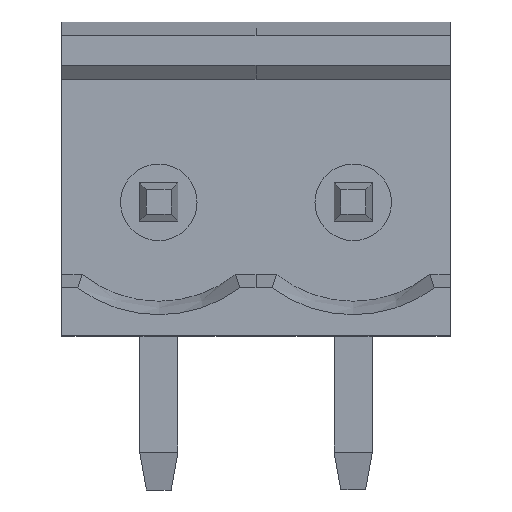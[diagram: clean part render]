
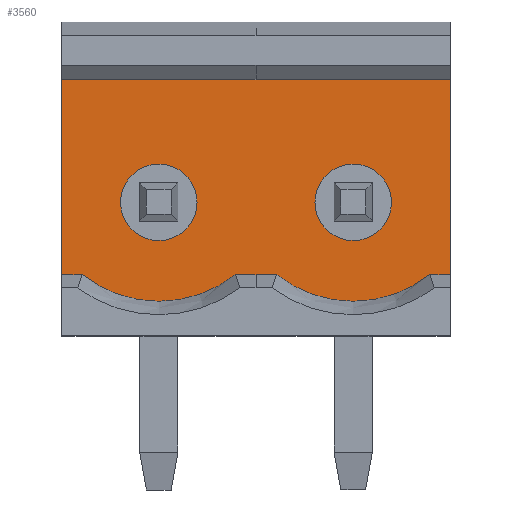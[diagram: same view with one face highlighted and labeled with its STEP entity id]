
A CAD part, top view. The second image highlights one B-rep face of the part: STEP entity #3560.
In plain terms, the highlighted planar face has unit normal (0, 0, 1).
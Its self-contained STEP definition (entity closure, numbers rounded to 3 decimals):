
#7 = DIRECTION ( 'NONE',  ( 0., 0., 1. ) ) ;
#8 = DIRECTION ( 'NONE',  ( -1., 0., 0. ) ) ;
#25 = PLANE ( 'NONE',  #3091 ) ;
#26 = CARTESIAN_POINT ( 'NONE',  ( 2.54, 6.7, 2.25 ) ) ;
#27 = DIRECTION ( 'NONE',  ( 0., 0., -1. ) ) ;
#28 = DIRECTION ( 'NONE',  ( -1., 0., 0. ) ) ;
#687 = EDGE_LOOP ( 'NONE', ( #714, #706 ) ) ;
#688 = EDGE_LOOP ( 'NONE', ( #713, #708, #707, #709, #716, #717, #718, #728 ) ) ;
#690 = EDGE_LOOP ( 'NONE', ( #727, #722 ) ) ;
#706 = ORIENTED_EDGE ( 'NONE', *, *, #922, .F. ) ;
#707 = ORIENTED_EDGE ( 'NONE', *, *, #920, .T. ) ;
#708 = ORIENTED_EDGE ( 'NONE', *, *, #925, .F. ) ;
#709 = ORIENTED_EDGE ( 'NONE', *, *, #919, .F. ) ;
#713 = ORIENTED_EDGE ( 'NONE', *, *, #926, .T. ) ;
#714 = ORIENTED_EDGE ( 'NONE', *, *, #924, .F. ) ;
#716 = ORIENTED_EDGE ( 'NONE', *, *, #918, .T. ) ;
#717 = ORIENTED_EDGE ( 'NONE', *, *, #916, .F. ) ;
#718 = ORIENTED_EDGE ( 'NONE', *, *, #921, .F. ) ;
#722 = ORIENTED_EDGE ( 'NONE', *, *, #3553, .F. ) ;
#727 = ORIENTED_EDGE ( 'NONE', *, *, #3555, .F. ) ;
#728 = ORIENTED_EDGE ( 'NONE', *, *, #917, .T. ) ;
#852 = VECTOR ( 'NONE', #1961, 1000. ) ;
#867 = AXIS2_PLACEMENT_3D ( 'NONE', #1952, #1956, #1957 ) ;
#868 = AXIS2_PLACEMENT_3D ( 'NONE', #1958, #1962, #1963 ) ;
#883 = AXIS2_PLACEMENT_3D ( 'NONE', #1904, #1950, #1951 ) ;
#884 = VECTOR ( 'NONE', #1946, 1000. ) ;
#885 = VECTOR ( 'NONE', #1949, 1000. ) ;
#886 = VECTOR ( 'NONE', #1955, 1000. ) ;
#888 = VECTOR ( 'NONE', #1976, 1000. ) ;
#893 = VECTOR ( 'NONE', #1973, 1000. ) ;
#897 = AXIS2_PLACEMENT_3D ( 'NONE', #1964, #1968, #1969 ) ;
#916 = EDGE_CURVE ( 'NONE', #1025, #1024, #1944, .T. ) ;
#917 = EDGE_CURVE ( 'NONE', #1026, #1019, #1947, .T. ) ;
#918 = EDGE_CURVE ( 'NONE', #1023, #1024, #1759, .T. ) ;
#919 = EDGE_CURVE ( 'NONE', #1023, #1022, #1953, .T. ) ;
#920 = EDGE_CURVE ( 'NONE', #1021, #1022, #1755, .T. ) ;
#921 = EDGE_CURVE ( 'NONE', #1026, #1025, #1959, .T. ) ;
#922 = EDGE_CURVE ( 'NONE', #1015, #1014, #1756, .T. ) ;
#924 = EDGE_CURVE ( 'NONE', #1014, #1015, #1757, .T. ) ;
#925 = EDGE_CURVE ( 'NONE', #1021, #1020, #1971, .T. ) ;
#926 = EDGE_CURVE ( 'NONE', #1019, #1020, #1974, .T. ) ;
#1014 = VERTEX_POINT ( 'NONE', #1985 ) ;
#1015 = VERTEX_POINT ( 'NONE', #1986 ) ;
#1016 = VERTEX_POINT ( 'NONE', #1987 ) ;
#1017 = VERTEX_POINT ( 'NONE', #1988 ) ;
#1019 = VERTEX_POINT ( 'NONE', #1990 ) ;
#1020 = VERTEX_POINT ( 'NONE', #1991 ) ;
#1021 = VERTEX_POINT ( 'NONE', #1992 ) ;
#1022 = VERTEX_POINT ( 'NONE', #1993 ) ;
#1023 = VERTEX_POINT ( 'NONE', #1994 ) ;
#1024 = VERTEX_POINT ( 'NONE', #1995 ) ;
#1025 = VERTEX_POINT ( 'NONE', #1996 ) ;
#1026 = VERTEX_POINT ( 'NONE', #1997 ) ;
#1755 = CIRCLE ( 'NONE', #867, 3.207 ) ;
#1756 = CIRCLE ( 'NONE', #868, 1. ) ;
#1757 = CIRCLE ( 'NONE', #897, 1. ) ;
#1759 = CIRCLE ( 'NONE', #883, 3.207 ) ;
#1805 = CIRCLE ( 'NONE', #3081, 1. ) ;
#1811 = CIRCLE ( 'NONE', #3083, 1. ) ;
#1904 = CARTESIAN_POINT ( 'NONE',  ( 5.08, 4.107, 2.25 ) ) ;
#1944 = LINE ( 'NONE', #1945, #884 ) ;
#1945 = CARTESIAN_POINT ( 'NONE',  ( 2.54, 1.6, 2.25 ) ) ;
#1946 = DIRECTION ( 'NONE',  ( -1., 0., 0. ) ) ;
#1947 = LINE ( 'NONE', #1948, #885 ) ;
#1948 = CARTESIAN_POINT ( 'NONE',  ( 2.54, 6.7, 2.25 ) ) ;
#1949 = DIRECTION ( 'NONE',  ( -1., 0., 0. ) ) ;
#1950 = DIRECTION ( 'NONE',  ( 0., 0., 1. ) ) ;
#1951 = DIRECTION ( 'NONE',  ( 1., 0., 0. ) ) ;
#1952 = CARTESIAN_POINT ( 'NONE',  ( 0., 4.107, 2.25 ) ) ;
#1953 = LINE ( 'NONE', #1954, #886 ) ;
#1954 = CARTESIAN_POINT ( 'NONE',  ( 2.54, 1.6, 2.25 ) ) ;
#1955 = DIRECTION ( 'NONE',  ( -1., 0., 0. ) ) ;
#1956 = DIRECTION ( 'NONE',  ( 0., 0., 1. ) ) ;
#1957 = DIRECTION ( 'NONE',  ( 1., 0., 0. ) ) ;
#1958 = CARTESIAN_POINT ( 'NONE',  ( 0., 3.5, 2.25 ) ) ;
#1959 = LINE ( 'NONE', #1960, #852 ) ;
#1960 = CARTESIAN_POINT ( 'NONE',  ( 7.62, 6.7, 2.25 ) ) ;
#1961 = DIRECTION ( 'NONE',  ( 0., -1., 0. ) ) ;
#1962 = DIRECTION ( 'NONE',  ( 0., 0., 1. ) ) ;
#1963 = DIRECTION ( 'NONE',  ( -1., 0., 0. ) ) ;
#1964 = CARTESIAN_POINT ( 'NONE',  ( 0., 3.5, 2.25 ) ) ;
#1968 = DIRECTION ( 'NONE',  ( 0., 0., 1. ) ) ;
#1969 = DIRECTION ( 'NONE',  ( -1., 0., 0. ) ) ;
#1971 = LINE ( 'NONE', #1972, #893 ) ;
#1972 = CARTESIAN_POINT ( 'NONE',  ( 2.54, 1.6, 2.25 ) ) ;
#1973 = DIRECTION ( 'NONE',  ( -1., 0., 0. ) ) ;
#1974 = LINE ( 'NONE', #1975, #888 ) ;
#1975 = CARTESIAN_POINT ( 'NONE',  ( -2.54, 6.7, 2.25 ) ) ;
#1976 = DIRECTION ( 'NONE',  ( 0., -1., 0. ) ) ;
#1985 = CARTESIAN_POINT ( 'NONE',  ( -1., 3.5, 2.25 ) ) ;
#1986 = CARTESIAN_POINT ( 'NONE',  ( 1., 3.5, 2.25 ) ) ;
#1987 = CARTESIAN_POINT ( 'NONE',  ( 6.08, 3.5, 2.25 ) ) ;
#1988 = CARTESIAN_POINT ( 'NONE',  ( 4.08, 3.5, 2.25 ) ) ;
#1990 = CARTESIAN_POINT ( 'NONE',  ( -2.54, 6.7, 2.25 ) ) ;
#1991 = CARTESIAN_POINT ( 'NONE',  ( -2.54, 1.6, 2.25 ) ) ;
#1992 = CARTESIAN_POINT ( 'NONE',  ( -2., 1.6, 2.25 ) ) ;
#1993 = CARTESIAN_POINT ( 'NONE',  ( 2., 1.6, 2.25 ) ) ;
#1994 = CARTESIAN_POINT ( 'NONE',  ( 3.08, 1.6, 2.25 ) ) ;
#1995 = CARTESIAN_POINT ( 'NONE',  ( 7.08, 1.6, 2.25 ) ) ;
#1996 = CARTESIAN_POINT ( 'NONE',  ( 7.62, 1.6, 2.25 ) ) ;
#1997 = CARTESIAN_POINT ( 'NONE',  ( 7.62, 6.7, 2.25 ) ) ;
#3081 = AXIS2_PLACEMENT_3D ( 'NONE', #3531, #3538, #3539 ) ;
#3083 = AXIS2_PLACEMENT_3D ( 'NONE', #3540, #7, #8 ) ;
#3088 = FACE_OUTER_BOUND ( 'NONE', #688, .T. ) ;
#3091 = AXIS2_PLACEMENT_3D ( 'NONE', #26, #27, #28 ) ;
#3093 = FACE_BOUND ( 'NONE', #687, .T. ) ;
#3096 = FACE_BOUND ( 'NONE', #690, .T. ) ;
#3531 = CARTESIAN_POINT ( 'NONE',  ( 5.08, 3.5, 2.25 ) ) ;
#3538 = DIRECTION ( 'NONE',  ( 0., 0., 1. ) ) ;
#3539 = DIRECTION ( 'NONE',  ( -1., 0., 0. ) ) ;
#3540 = CARTESIAN_POINT ( 'NONE',  ( 5.08, 3.5, 2.25 ) ) ;
#3553 = EDGE_CURVE ( 'NONE', #1016, #1017, #1805, .T. ) ;
#3555 = EDGE_CURVE ( 'NONE', #1017, #1016, #1811, .T. ) ;
#3560 = ADVANCED_FACE ( 'NONE', ( #3093, #3088, #3096 ), #25, .F. ) ;
